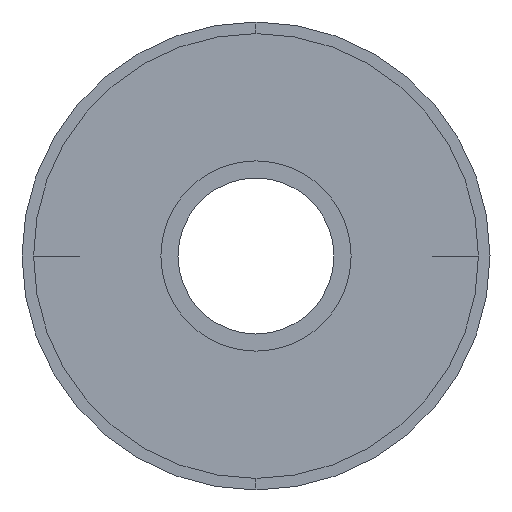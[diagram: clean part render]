
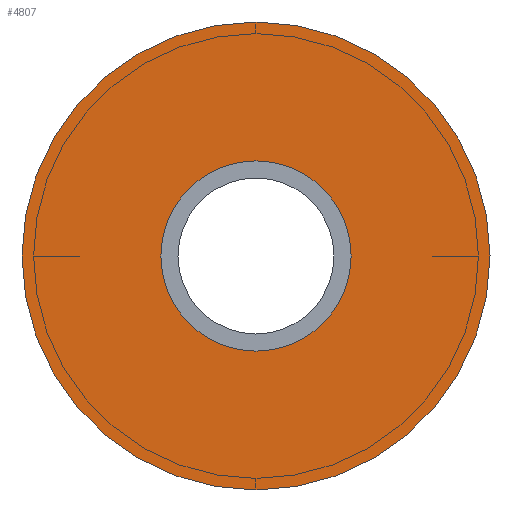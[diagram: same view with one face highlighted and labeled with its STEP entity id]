
A CAD part, left-side view. The second image highlights one B-rep face of the part: STEP entity #4807.
In plain terms, the highlighted planar face has unit normal (-1, 0, 0).
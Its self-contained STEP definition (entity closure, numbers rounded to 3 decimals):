
#2008=CARTESIAN_POINT('',(0.0,6.1,0.0));
#2009=VERTEX_POINT('',#2008);
#2018=CARTESIAN_POINT('',(0.0,-6.1,0.));
#2019=VERTEX_POINT('',#2018);
#2020=CARTESIAN_POINT('',(0.0,0.0,0.0));
#2021=DIRECTION('',(1.0,0.0,0.0));
#2022=DIRECTION('',(0.0,1.0,0.0));
#2023=AXIS2_PLACEMENT_3D('',#2020,#2021,#2022);
#2024=CIRCLE('',#2023,6.1);
#2025=EDGE_CURVE('',#2019,#2009,#2024,.T.);
#2092=CARTESIAN_POINT('',(0.0,15.0,0.0));
#2093=VERTEX_POINT('',#2092);
#2102=CARTESIAN_POINT('',(0.0,-15.0,0.));
#2103=VERTEX_POINT('',#2102);
#2104=CARTESIAN_POINT('',(0.0,0.0,0.0));
#2105=DIRECTION('',(1.0,0.0,0.0));
#2106=DIRECTION('',(0.0,1.0,0.0));
#2107=AXIS2_PLACEMENT_3D('',#2104,#2105,#2106);
#2108=CIRCLE('',#2107,15.0);
#2109=EDGE_CURVE('',#2093,#2103,#2108,.T.);
#4707=CARTESIAN_POINT('',(0.0,0.0,0.0));
#4708=DIRECTION('',(1.0,0.0,0.0));
#4709=DIRECTION('',(0.0,1.0,0.0));
#4710=AXIS2_PLACEMENT_3D('',#4707,#4708,#4709);
#4711=CIRCLE('',#4710,15.0);
#4712=EDGE_CURVE('',#2103,#2093,#4711,.T.);
#4784=CARTESIAN_POINT('',(0.0,0.0,0.0));
#4785=DIRECTION('',(1.0,0.0,0.0));
#4786=DIRECTION('',(0.0,1.0,0.0));
#4787=AXIS2_PLACEMENT_3D('',#4784,#4785,#4786);
#4788=CIRCLE('',#4787,6.1);
#4789=EDGE_CURVE('',#2009,#2019,#4788,.T.);
#4794=CARTESIAN_POINT('',(0.0,10.55,0.0));
#4795=DIRECTION('',(-1.0,0.0,0.0));
#4796=DIRECTION('',(0.0,0.0,1.0));
#4797=AXIS2_PLACEMENT_3D('',#4794,#4795,#4796);
#4798=PLANE('',#4797);
#4799=ORIENTED_EDGE('',*,*,#2109,.F.);
#4800=ORIENTED_EDGE('',*,*,#4712,.F.);
#4801=EDGE_LOOP('',(#4799,#4800));
#4802=FACE_OUTER_BOUND('',#4801,.T.);
#4803=ORIENTED_EDGE('',*,*,#4789,.T.);
#4804=ORIENTED_EDGE('',*,*,#2025,.T.);
#4805=EDGE_LOOP('',(#4803,#4804));
#4806=FACE_BOUND('',#4805,.T.);
#4807=ADVANCED_FACE('',(#4802,#4806),#4798,.T.);
